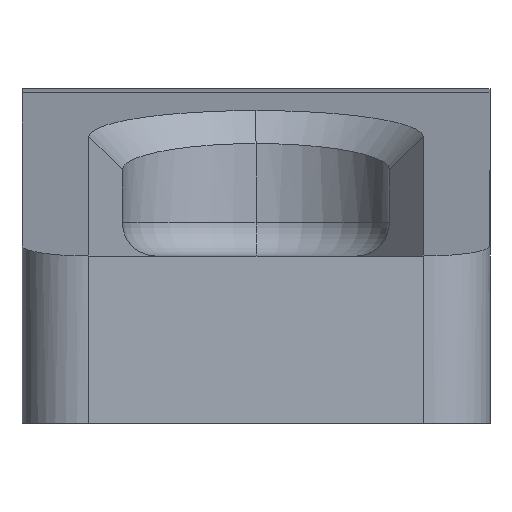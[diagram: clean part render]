
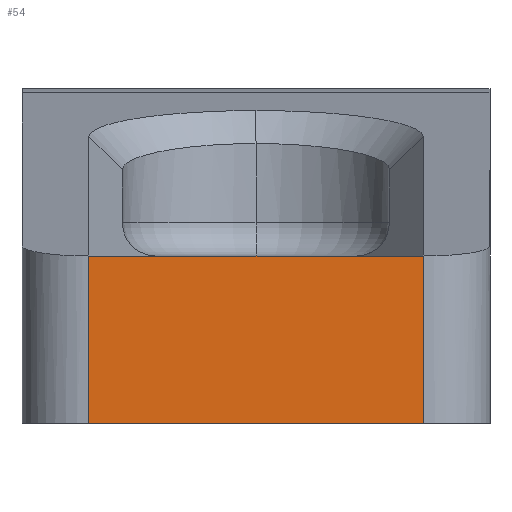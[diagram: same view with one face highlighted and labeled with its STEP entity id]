
A CAD part, left-side view. The second image highlights one B-rep face of the part: STEP entity #54.
In plain terms, the highlighted planar face has unit normal (-1, 0, 0).
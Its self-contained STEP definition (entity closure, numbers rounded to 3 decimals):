
#6 = CARTESIAN_POINT ( 'NONE',  ( -37., 12., 5. ) ) ;
#39 = DIRECTION ( 'NONE',  ( 0., 0., -1. ) ) ;
#54 = ADVANCED_FACE ( 'NONE', ( #149 ), #377, .F. ) ;
#71 = ORIENTED_EDGE ( 'NONE', *, *, #758, .T. ) ;
#77 = LINE ( 'NONE', #386, #107 ) ;
#107 = VECTOR ( 'NONE', #156, 1000. ) ;
#113 = ORIENTED_EDGE ( 'NONE', *, *, #395, .F. ) ;
#149 = FACE_OUTER_BOUND ( 'NONE', #667, .T. ) ;
#156 = DIRECTION ( 'NONE',  ( 0., -1., 0. ) ) ;
#159 = LINE ( 'NONE', #666, #606 ) ;
#183 = DIRECTION ( 'NONE',  ( 0., 0., -1. ) ) ;
#191 = LINE ( 'NONE', #433, #819 ) ;
#204 = EDGE_CURVE ( 'NONE', #977, #608, #191, .T. ) ;
#222 = VECTOR ( 'NONE', #987, 1000. ) ;
#286 = LINE ( 'NONE', #910, #222 ) ;
#311 = VERTEX_POINT ( 'NONE', #702 ) ;
#369 = DIRECTION ( 'NONE',  ( 1., 0., 0. ) ) ;
#377 = PLANE ( 'NONE',  #502 ) ;
#386 = CARTESIAN_POINT ( 'NONE',  ( -37., 14., 5. ) ) ;
#395 = EDGE_CURVE ( 'NONE', #977, #683, #77, .T. ) ;
#433 = CARTESIAN_POINT ( 'NONE',  ( -37., 12., 5. ) ) ;
#469 = EDGE_CURVE ( 'NONE', #311, #683, #159, .T. ) ;
#502 = AXIS2_PLACEMENT_3D ( 'NONE', #1040, #369, #39 ) ;
#563 = ORIENTED_EDGE ( 'NONE', *, *, #204, .T. ) ;
#575 = CARTESIAN_POINT ( 'NONE',  ( -37., 12., 0. ) ) ;
#606 = VECTOR ( 'NONE', #854, 1000. ) ;
#608 = VERTEX_POINT ( 'NONE', #575 ) ;
#666 = CARTESIAN_POINT ( 'NONE',  ( -37., 2., 5. ) ) ;
#667 = EDGE_LOOP ( 'NONE', ( #71, #1024, #113, #563 ) ) ;
#683 = VERTEX_POINT ( 'NONE', #746 ) ;
#702 = CARTESIAN_POINT ( 'NONE',  ( -37., 2., 0. ) ) ;
#746 = CARTESIAN_POINT ( 'NONE',  ( -37., 2., 5. ) ) ;
#758 = EDGE_CURVE ( 'NONE', #608, #311, #286, .T. ) ;
#819 = VECTOR ( 'NONE', #183, 1000. ) ;
#854 = DIRECTION ( 'NONE',  ( 0., 0., 1. ) ) ;
#910 = CARTESIAN_POINT ( 'NONE',  ( -37., 14., 0. ) ) ;
#977 = VERTEX_POINT ( 'NONE', #6 ) ;
#987 = DIRECTION ( 'NONE',  ( 0., -1., 0. ) ) ;
#1024 = ORIENTED_EDGE ( 'NONE', *, *, #469, .T. ) ;
#1040 = CARTESIAN_POINT ( 'NONE',  ( -37., 14., 5. ) ) ;
